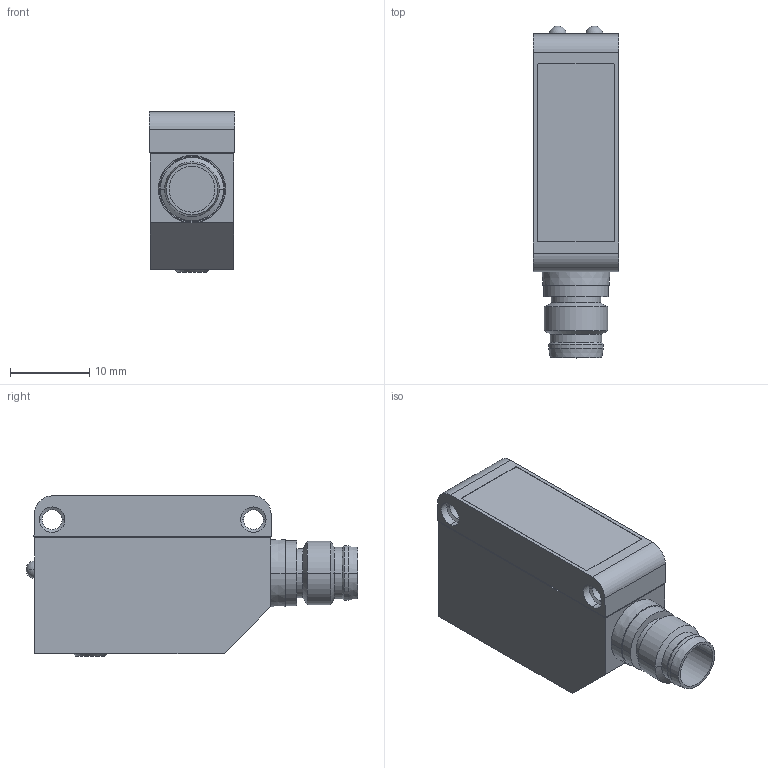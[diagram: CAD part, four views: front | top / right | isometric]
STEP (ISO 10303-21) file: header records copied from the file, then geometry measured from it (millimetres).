
FILE_DESCRIPTION(('Creo Elements/Direct Modeling STEP Export'),'2;1');
FILE_NAME('PD30-bag-plug-simpel.stp','2017-01-20T13:01:39',('Palle Edslev '),('EDSLEV A/S'),'Creo Elements/Direct Modeling STEP processor for AP214 (Solid Model)','Creo Elements/Direct Modeling 18.1H 24-Oct-2015 (C) Parametric Technology GmbH','');
FILE_SCHEMA(('AUTOMOTIVE_DESIGN { 1 0 10303 214 1 1 1 1 }'));
Length unit declared in the file: millimetre
Products named in the file (1): PD30-bag-plug-simpel
Bounding box: 10.8 x 41.9 x 20.22 mm (x, y, z)
Volume: 6208.8 mm3; surface area: 2832.5 mm2
Topology: 1 solids, 1 shells, 94 faces, 235 edges, 150 vertices
Faces by surface type: plane 36, cylinder 31, cone 23, sphere 4
Entity records: 2658 total; most frequent: ORIENTED_EDGE 462, CARTESIAN_POINT 444, DIRECTION 414, EDGE_CURVE 231, VERTEX_POINT 150, AXIS2_PLACEMENT_3D 146, VECTOR 122, LINE 122
